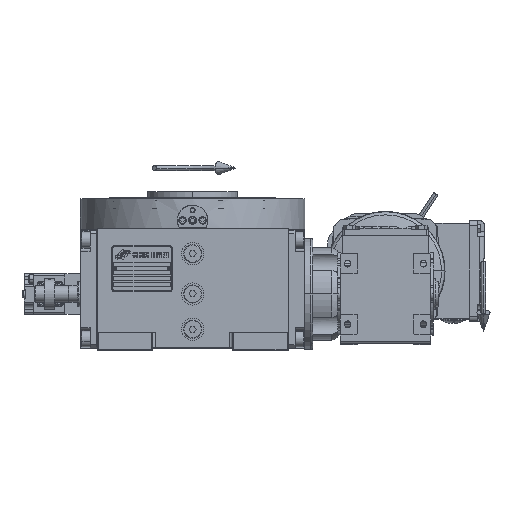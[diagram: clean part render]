
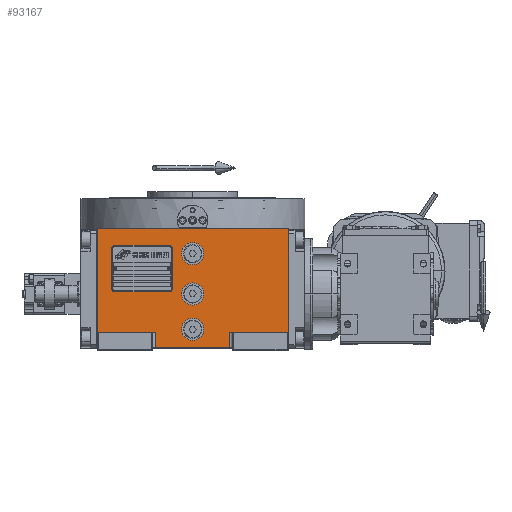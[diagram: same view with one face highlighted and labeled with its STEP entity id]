
A CAD part, top view. The second image highlights one B-rep face of the part: STEP entity #93167.
In plain terms, the highlighted planar face has unit normal (0, 0, 1).
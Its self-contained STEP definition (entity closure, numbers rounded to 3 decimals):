
#731 = DIRECTION ( 'NONE',  ( 0., 0., 1. ) ) ;
#1034 = ORIENTED_EDGE ( 'NONE', *, *, #21923, .T. ) ;
#1103 = AXIS2_PLACEMENT_3D ( 'NONE', #80273, #97664, #88690 ) ;
#1960 = VERTEX_POINT ( 'NONE', #104917 ) ;
#2184 = FACE_BOUND ( 'NONE', #89193, .T. ) ;
#2452 = VECTOR ( 'NONE', #12426, 1000. ) ;
#2501 = DIRECTION ( 'NONE',  ( 1., 0., 0. ) ) ;
#3824 = AXIS2_PLACEMENT_3D ( 'NONE', #19043, #36415, #87436 ) ;
#4242 = ORIENTED_EDGE ( 'NONE', *, *, #76861, .F. ) ;
#4405 = EDGE_CURVE ( 'NONE', #8925, #23799, #79199, .T. ) ;
#6841 = ORIENTED_EDGE ( 'NONE', *, *, #100721, .F. ) ;
#7987 = ORIENTED_EDGE ( 'NONE', *, *, #44828, .F. ) ;
#8042 = CARTESIAN_POINT ( 'NONE',  ( 0., 0., 163.5 ) ) ;
#8266 = ORIENTED_EDGE ( 'NONE', *, *, #81783, .F. ) ;
#8745 = CARTESIAN_POINT ( 'NONE',  ( 0., 40., 163.5 ) ) ;
#8925 = VERTEX_POINT ( 'NONE', #93583 ) ;
#10908 = LINE ( 'NONE', #45113, #97834 ) ;
#12394 = VERTEX_POINT ( 'NONE', #77911 ) ;
#12426 = DIRECTION ( 'NONE',  ( 0., 1., 0. ) ) ;
#13664 = EDGE_LOOP ( 'NONE', ( #109123, #7987 ) ) ;
#13918 = AXIS2_PLACEMENT_3D ( 'NONE', #8745, #35101, #69303 ) ;
#14185 = CARTESIAN_POINT ( 'NONE',  ( -37., -53.5, 163.5 ) ) ;
#14614 = CARTESIAN_POINT ( 'NONE',  ( -94.5, -38.5, 163.5 ) ) ;
#14959 = CARTESIAN_POINT ( 'NONE',  ( 37., -38.5, 163.5 ) ) ;
#15499 = CARTESIAN_POINT ( 'NONE',  ( -11., 40., 163.5 ) ) ;
#17259 = VECTOR ( 'NONE', #92329, 1000. ) ;
#18353 = VERTEX_POINT ( 'NONE', #26515 ) ;
#18985 = VECTOR ( 'NONE', #51207, 1000. ) ;
#19043 = CARTESIAN_POINT ( 'NONE',  ( 0., 0., 163.5 ) ) ;
#20650 = FACE_BOUND ( 'NONE', #13664, .T. ) ;
#21923 = EDGE_CURVE ( 'NONE', #64343, #8925, #50817, .T. ) ;
#22558 = VERTEX_POINT ( 'NONE', #90926 ) ;
#23271 = LINE ( 'NONE', #57463, #39665 ) ;
#23738 = DIRECTION ( 'NONE',  ( 0., 0., 1. ) ) ;
#23799 = VERTEX_POINT ( 'NONE', #82662 ) ;
#26515 = CARTESIAN_POINT ( 'NONE',  ( 11., 40., 163.5 ) ) ;
#28235 = CARTESIAN_POINT ( 'NONE',  ( 11., -35., 163.5 ) ) ;
#28641 = EDGE_CURVE ( 'NONE', #18353, #40935, #106798, .T. ) ;
#29616 = CARTESIAN_POINT ( 'NONE',  ( -94.5, -53.5, 163.5 ) ) ;
#32887 = DIRECTION ( 'NONE',  ( -1., 0., 0. ) ) ;
#32997 = VECTOR ( 'NONE', #88774, 1000. ) ;
#33331 = EDGE_LOOP ( 'NONE', ( #6841, #46089 ) ) ;
#34924 = CARTESIAN_POINT ( 'NONE',  ( -37., -53.5, 163.5 ) ) ;
#35101 = DIRECTION ( 'NONE',  ( 0., 0., 1. ) ) ;
#36415 = DIRECTION ( 'NONE',  ( 0., 0., 1. ) ) ;
#37475 = FACE_BOUND ( 'NONE', #33331, .T. ) ;
#38652 = AXIS2_PLACEMENT_3D ( 'NONE', #8042, #731, #69703 ) ;
#38933 = ORIENTED_EDGE ( 'NONE', *, *, #72340, .F. ) ;
#39665 = VECTOR ( 'NONE', #81573, 1000. ) ;
#40935 = VERTEX_POINT ( 'NONE', #15499 ) ;
#41599 = AXIS2_PLACEMENT_3D ( 'NONE', #77163, #60342, #32887 ) ;
#42416 = DIRECTION ( 'NONE',  ( 1., 0., 0. ) ) ;
#43485 = ORIENTED_EDGE ( 'NONE', *, *, #66308, .F. ) ;
#43645 = CARTESIAN_POINT ( 'NONE',  ( 37., -38.5, 163.5 ) ) ;
#44828 = EDGE_CURVE ( 'NONE', #40935, #18353, #76588, .T. ) ;
#45113 = CARTESIAN_POINT ( 'NONE',  ( -94.5, 64.5, 163.5 ) ) ;
#46089 = ORIENTED_EDGE ( 'NONE', *, *, #66142, .F. ) ;
#46717 = LINE ( 'NONE', #70870, #32997 ) ;
#47528 = VERTEX_POINT ( 'NONE', #80790 ) ;
#47730 = VERTEX_POINT ( 'NONE', #14614 ) ;
#49452 = CIRCLE ( 'NONE', #1103, 11. ) ;
#49701 = LINE ( 'NONE', #14959, #17259 ) ;
#50605 = EDGE_CURVE ( 'NONE', #47730, #12394, #46717, .T. ) ;
#50817 = LINE ( 'NONE', #110237, #74939 ) ;
#51207 = DIRECTION ( 'NONE',  ( 1., 0., 0. ) ) ;
#51298 = CARTESIAN_POINT ( 'NONE',  ( -94.5, -38.5, 163.5 ) ) ;
#56875 = VERTEX_POINT ( 'NONE', #87557 ) ;
#57463 = CARTESIAN_POINT ( 'NONE',  ( -37., -53.5, 163.5 ) ) ;
#60342 = DIRECTION ( 'NONE',  ( 0., 0., 1. ) ) ;
#64343 = VERTEX_POINT ( 'NONE', #43645 ) ;
#65784 = DIRECTION ( 'NONE',  ( 1., 0., 0. ) ) ;
#66142 = EDGE_CURVE ( 'NONE', #56875, #105722, #82799, .T. ) ;
#66163 = ORIENTED_EDGE ( 'NONE', *, *, #97605, .T. ) ;
#66308 = EDGE_CURVE ( 'NONE', #108982, #47528, #23271, .T. ) ;
#68414 = ORIENTED_EDGE ( 'NONE', *, *, #50605, .F. ) ;
#68661 = LINE ( 'NONE', #51298, #78149 ) ;
#69303 = DIRECTION ( 'NONE',  ( -1., 0., 0. ) ) ;
#69703 = DIRECTION ( 'NONE',  ( -1., 0., 0. ) ) ;
#70601 = FACE_OUTER_BOUND ( 'NONE', #98441, .T. ) ;
#70870 = CARTESIAN_POINT ( 'NONE',  ( -94.5, -38.5, 163.5 ) ) ;
#70875 = VERTEX_POINT ( 'NONE', #93716 ) ;
#72201 = EDGE_CURVE ( 'NONE', #47730, #47528, #68661, .T. ) ;
#72340 = EDGE_CURVE ( 'NONE', #12394, #23799, #10908, .T. ) ;
#74939 = VECTOR ( 'NONE', #42416, 1000. ) ;
#76588 = CIRCLE ( 'NONE', #13918, 11. ) ;
#76861 = EDGE_CURVE ( 'NONE', #64343, #22558, #49701, .T. ) ;
#77163 = CARTESIAN_POINT ( 'NONE',  ( 0., -35., 163.5 ) ) ;
#77548 = LINE ( 'NONE', #34924, #18985 ) ;
#77911 = CARTESIAN_POINT ( 'NONE',  ( -94.5, 64.5, 163.5 ) ) ;
#78149 = VECTOR ( 'NONE', #95581, 1000. ) ;
#79199 = LINE ( 'NONE', #88698, #2452 ) ;
#80206 = ORIENTED_EDGE ( 'NONE', *, *, #4405, .T. ) ;
#80273 = CARTESIAN_POINT ( 'NONE',  ( 0., -35., 163.5 ) ) ;
#80636 = DIRECTION ( 'NONE',  ( 0., 0., 1. ) ) ;
#80790 = CARTESIAN_POINT ( 'NONE',  ( -37., -38.5, 163.5 ) ) ;
#80799 = CIRCLE ( 'NONE', #3824, 11. ) ;
#81573 = DIRECTION ( 'NONE',  ( 0., 1., 0. ) ) ;
#81783 = EDGE_CURVE ( 'NONE', #70875, #1960, #80799, .T. ) ;
#82662 = CARTESIAN_POINT ( 'NONE',  ( 94.5, 64.5, 163.5 ) ) ;
#82799 = CIRCLE ( 'NONE', #41599, 11. ) ;
#87406 = DIRECTION ( 'NONE',  ( 1., 0., 0. ) ) ;
#87436 = DIRECTION ( 'NONE',  ( 1., 0., 0. ) ) ;
#87557 = CARTESIAN_POINT ( 'NONE',  ( -11., -35., 163.5 ) ) ;
#88690 = DIRECTION ( 'NONE',  ( 1., 0., 0. ) ) ;
#88698 = CARTESIAN_POINT ( 'NONE',  ( 94.5, -38.5, 163.5 ) ) ;
#88774 = DIRECTION ( 'NONE',  ( 0., 1., 0. ) ) ;
#89046 = PLANE ( 'NONE',  #104476 ) ;
#89193 = EDGE_LOOP ( 'NONE', ( #8266, #109643 ) ) ;
#90926 = CARTESIAN_POINT ( 'NONE',  ( 37., -53.5, 163.5 ) ) ;
#92329 = DIRECTION ( 'NONE',  ( 0., -1., 0. ) ) ;
#93167 = ADVANCED_FACE ( 'NONE', ( #2184, #37475, #20650, #70601 ), #89046, .T. ) ;
#93583 = CARTESIAN_POINT ( 'NONE',  ( 94.5, -38.5, 163.5 ) ) ;
#93716 = CARTESIAN_POINT ( 'NONE',  ( 11., 0., 163.5 ) ) ;
#95581 = DIRECTION ( 'NONE',  ( 1., 0., 0. ) ) ;
#95989 = CIRCLE ( 'NONE', #38652, 11. ) ;
#97570 = EDGE_CURVE ( 'NONE', #1960, #70875, #95989, .T. ) ;
#97605 = EDGE_CURVE ( 'NONE', #108982, #22558, #77548, .T. ) ;
#97616 = AXIS2_PLACEMENT_3D ( 'NONE', #100543, #23738, #65784 ) ;
#97664 = DIRECTION ( 'NONE',  ( 0., 0., 1. ) ) ;
#97834 = VECTOR ( 'NONE', #2501, 1000. ) ;
#98441 = EDGE_LOOP ( 'NONE', ( #66163, #4242, #1034, #80206, #38933, #68414, #99056, #43485 ) ) ;
#99056 = ORIENTED_EDGE ( 'NONE', *, *, #72201, .T. ) ;
#100543 = CARTESIAN_POINT ( 'NONE',  ( 0., 40., 163.5 ) ) ;
#100721 = EDGE_CURVE ( 'NONE', #105722, #56875, #49452, .T. ) ;
#104476 = AXIS2_PLACEMENT_3D ( 'NONE', #29616, #80636, #87406 ) ;
#104917 = CARTESIAN_POINT ( 'NONE',  ( -11., 0., 163.5 ) ) ;
#105722 = VERTEX_POINT ( 'NONE', #28235 ) ;
#106798 = CIRCLE ( 'NONE', #97616, 11. ) ;
#108982 = VERTEX_POINT ( 'NONE', #14185 ) ;
#109123 = ORIENTED_EDGE ( 'NONE', *, *, #28641, .F. ) ;
#109643 = ORIENTED_EDGE ( 'NONE', *, *, #97570, .F. ) ;
#110237 = CARTESIAN_POINT ( 'NONE',  ( 37., -38.5, 163.5 ) ) ;
